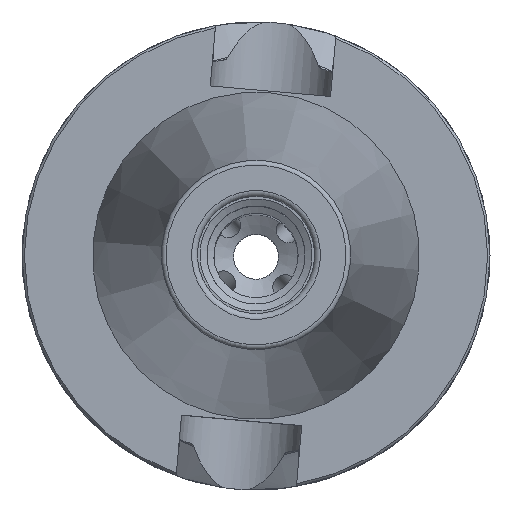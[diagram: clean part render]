
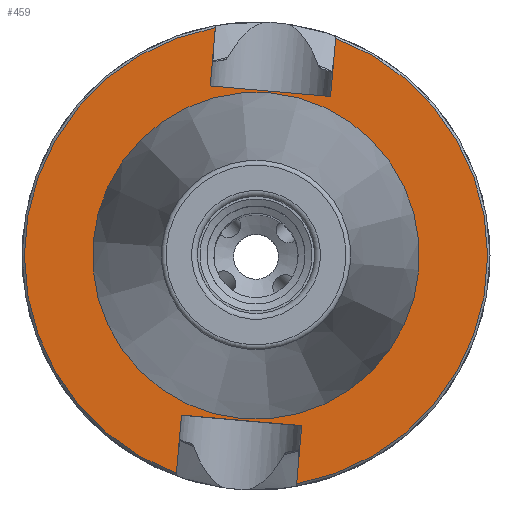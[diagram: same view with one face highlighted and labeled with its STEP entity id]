
A CAD part, top view. The second image highlights one B-rep face of the part: STEP entity #459.
In plain terms, the highlighted planar face has unit normal (0, 0, 1).
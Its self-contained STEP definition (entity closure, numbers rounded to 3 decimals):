
#327=PLANE('',#3513);
#459=ADVANCED_FACE('',(#1110,#1111),#327,.T.);
#716=LINE('',#6361,#851);
#717=LINE('',#6363,#852);
#718=LINE('',#6365,#853);
#719=LINE('',#6369,#854);
#720=LINE('',#6371,#855);
#721=LINE('',#6373,#856);
#851=VECTOR('',#4228,1.);
#852=VECTOR('',#4229,1.);
#853=VECTOR('',#4230,1.);
#854=VECTOR('',#4233,1.);
#855=VECTOR('',#4234,1.);
#856=VECTOR('',#4235,1.);
#1110=FACE_BOUND('',#1353,.T.);
#1111=FACE_BOUND('',#1354,.T.);
#1353=EDGE_LOOP('',(#1981,#1982,#1983,#1984,#1985,#1986,#1987,#1988));
#1354=EDGE_LOOP('',(#1989));
#1981=ORIENTED_EDGE('',*,*,#2948,.F.);
#1982=ORIENTED_EDGE('',*,*,#2949,.F.);
#1983=ORIENTED_EDGE('',*,*,#2950,.F.);
#1984=ORIENTED_EDGE('',*,*,#2951,.T.);
#1985=ORIENTED_EDGE('',*,*,#2952,.F.);
#1986=ORIENTED_EDGE('',*,*,#2953,.F.);
#1987=ORIENTED_EDGE('',*,*,#2954,.F.);
#1988=ORIENTED_EDGE('',*,*,#2921,.T.);
#1989=ORIENTED_EDGE('',*,*,#2955,.T.);
#2558=VERTEX_POINT('',#6226);
#2559=VERTEX_POINT('',#6228);
#2578=VERTEX_POINT('',#6362);
#2579=VERTEX_POINT('',#6364);
#2580=VERTEX_POINT('',#6366);
#2581=VERTEX_POINT('',#6368);
#2582=VERTEX_POINT('',#6370);
#2583=VERTEX_POINT('',#6372);
#2584=VERTEX_POINT('',#6375);
#2921=EDGE_CURVE('',#2559,#2558,#3198,.T.);
#2948=EDGE_CURVE('',#2578,#2558,#716,.T.);
#2949=EDGE_CURVE('',#2579,#2578,#717,.T.);
#2950=EDGE_CURVE('',#2580,#2579,#718,.T.);
#2951=EDGE_CURVE('',#2580,#2581,#3208,.T.);
#2952=EDGE_CURVE('',#2582,#2581,#719,.T.);
#2953=EDGE_CURVE('',#2583,#2582,#720,.T.);
#2954=EDGE_CURVE('',#2559,#2583,#721,.T.);
#2955=EDGE_CURVE('',#2584,#2584,#3209,.T.);
#3198=CIRCLE('',#3492,49.5);
#3208=CIRCLE('',#3511,49.5);
#3209=CIRCLE('',#3512,34.663);
#3492=AXIS2_PLACEMENT_3D('',#6227,#4188,#4189);
#3511=AXIS2_PLACEMENT_3D('',#6367,#4231,#4232);
#3512=AXIS2_PLACEMENT_3D('',#6374,#4236,#4237);
#3513=AXIS2_PLACEMENT_3D('',#6376,#4238,#4239);
#4188=DIRECTION('',(0.,0.,1.));
#4189=DIRECTION('',(0.996,-0.087,0.));
#4228=DIRECTION('',(-0.087,-0.996,0.));
#4229=DIRECTION('',(-0.996,0.087,0.));
#4230=DIRECTION('',(0.087,0.996,0.));
#4231=DIRECTION('',(0.,0.,1.));
#4232=DIRECTION('',(0.996,-0.087,0.));
#4233=DIRECTION('',(0.087,0.996,0.));
#4234=DIRECTION('',(0.996,-0.087,0.));
#4235=DIRECTION('',(-0.087,-0.996,0.));
#4236=DIRECTION('',(0.,0.,-1.));
#4237=DIRECTION('',(-0.996,0.087,0.));
#4238=DIRECTION('',(0.,0.,1.));
#4239=DIRECTION('',(0.996,-0.087,0.));
#6226=CARTESIAN_POINT('',(-17.018,-46.482,-3.));
#6227=CARTESIAN_POINT('',(0.,0.,-3.));
#6228=CARTESIAN_POINT('',(-8.688,48.732,-3.));
#6361=CARTESIAN_POINT('',(-12.853,1.125,-3.));
#6362=CARTESIAN_POINT('',(-15.93,-34.041,-3.));
#6363=CARTESIAN_POINT('',(46.733,-39.523,-3.));
#6364=CARTESIAN_POINT('',(9.777,-36.29,-3.));
#6365=CARTESIAN_POINT('',(12.853,-1.125,-3.));
#6366=CARTESIAN_POINT('',(8.688,-48.732,-3.));
#6367=CARTESIAN_POINT('',(0.,0.,-3.));
#6368=CARTESIAN_POINT('',(17.018,46.482,-3.));
#6369=CARTESIAN_POINT('',(12.853,-1.125,-3.));
#6370=CARTESIAN_POINT('',(15.93,34.041,-3.));
#6371=CARTESIAN_POINT('',(52.886,30.808,-3.));
#6372=CARTESIAN_POINT('',(-9.777,36.29,-3.));
#6373=CARTESIAN_POINT('',(-12.853,1.125,-3.));
#6374=CARTESIAN_POINT('',(0.,0.,-3.));
#6375=CARTESIAN_POINT('',(-34.531,3.021,-3.));
#6376=CARTESIAN_POINT('',(49.81,-4.358,-3.));
